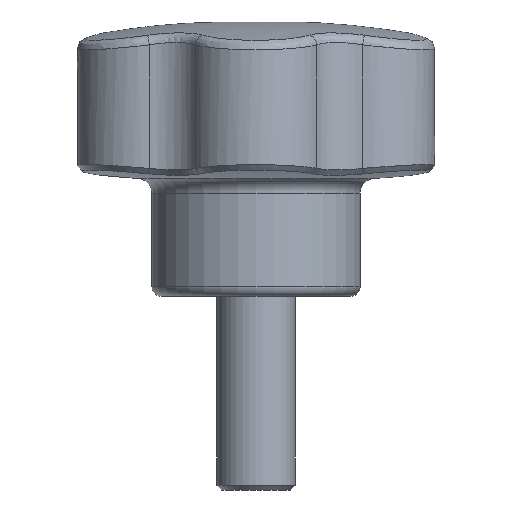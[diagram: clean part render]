
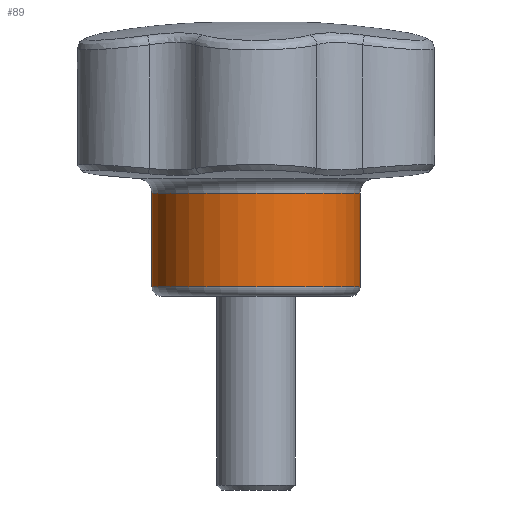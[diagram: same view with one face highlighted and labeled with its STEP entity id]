
A CAD part, front view. The second image highlights one B-rep face of the part: STEP entity #89.
In plain terms, the highlighted cylindrical face has radius 10.65 mm (diameter 21.3 mm), a full revolution.
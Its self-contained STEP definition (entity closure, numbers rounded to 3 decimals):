
#89 = ADVANCED_FACE( '', ( #234, #235 ), #236, .T. );
#234 = FACE_OUTER_BOUND( '', #451, .T. );
#235 = FACE_OUTER_BOUND( '', #452, .T. );
#236 = CYLINDRICAL_SURFACE( '', #453, 10.65 );
#451 = EDGE_LOOP( '', ( #3516 ) );
#452 = EDGE_LOOP( '', ( #3517 ) );
#453 = AXIS2_PLACEMENT_3D( '', #3518, #3519, #3520 );
#3516 = ORIENTED_EDGE( '', *, *, #3988, .T. );
#3517 = ORIENTED_EDGE( '', *, *, #3989, .T. );
#3518 = CARTESIAN_POINT( '', ( 0., 0., 23.65 ) );
#3519 = DIRECTION( '', ( 0., 0., -1. ) );
#3520 = DIRECTION( '', ( 1., 0., 0. ) );
#3988 = EDGE_CURVE( '', #4204, #4204, #4205, .T. );
#3989 = EDGE_CURVE( '', #4206, #4206, #4207, .F. );
#4204 = VERTEX_POINT( '', #4513 );
#4205 = CIRCLE( '', #4514, 10.65 );
#4206 = VERTEX_POINT( '', #4515 );
#4207 = CIRCLE( '', #4516, 10.65 );
#4513 = CARTESIAN_POINT( '', ( 10.65, 0., 1. ) );
#4514 = AXIS2_PLACEMENT_3D( '', #6894, #6895, #6896 );
#4515 = CARTESIAN_POINT( '', ( 10.65, 0., 10.562 ) );
#4516 = AXIS2_PLACEMENT_3D( '', #6897, #6898, #6899 );
#6894 = CARTESIAN_POINT( '', ( 0., 0., 1. ) );
#6895 = DIRECTION( '', ( 0., 0., 1. ) );
#6896 = DIRECTION( '', ( 1., 0., 0. ) );
#6897 = CARTESIAN_POINT( '', ( 0., 0., 10.562 ) );
#6898 = DIRECTION( '', ( 0., 0., 1. ) );
#6899 = DIRECTION( '', ( 1., 0., 0. ) );
